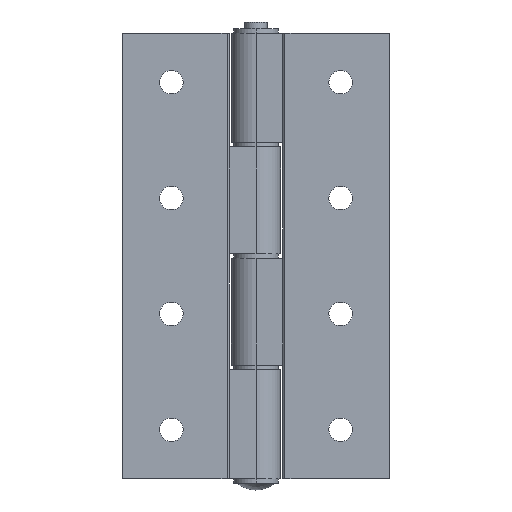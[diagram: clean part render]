
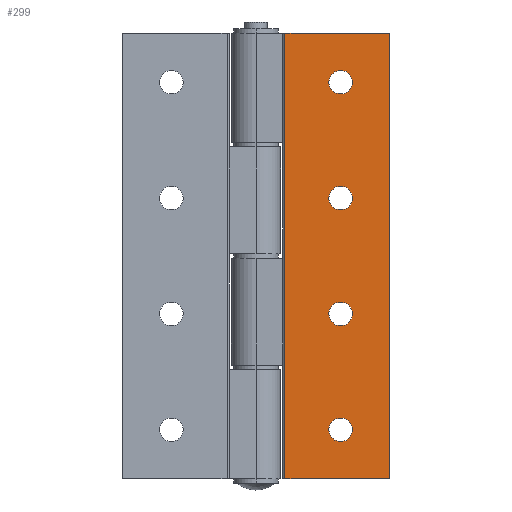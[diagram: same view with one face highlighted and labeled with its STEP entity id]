
A CAD part, front view. The second image highlights one B-rep face of the part: STEP entity #299.
In plain terms, the highlighted planar face has unit normal (0, -1, 0).
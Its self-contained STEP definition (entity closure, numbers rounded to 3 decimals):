
#16 = LINE ( 'NONE', #17, #1210 ) ;
#17 = CARTESIAN_POINT ( 'NONE',  ( 30., -6., 50. ) ) ;
#18 = DIRECTION ( 'NONE',  ( 1., 0., 0. ) ) ;
#183 = EDGE_CURVE ( 'NONE', #1755, #1814, #2398, .T. ) ;
#186 = EDGE_CURVE ( 'NONE', #1769, #1758, #501, .T. ) ;
#187 = EDGE_CURVE ( 'NONE', #1799, #1765, #502, .T. ) ;
#189 = EDGE_CURVE ( 'NONE', #1781, #1777, #500, .T. ) ;
#190 = EDGE_CURVE ( 'NONE', #1771, #1779, #499, .T. ) ;
#191 = EDGE_CURVE ( 'NONE', #1767, #1751, #498, .T. ) ;
#192 = EDGE_CURVE ( 'NONE', #1802, #1751, #2426, .T. ) ;
#193 = EDGE_CURVE ( 'NONE', #1802, #1782, #497, .T. ) ;
#204 = EDGE_CURVE ( 'NONE', #1779, #1771, #491, .T. ) ;
#244 = EDGE_CURVE ( 'NONE', #1755, #1782, #16, .T. ) ;
#281 = EDGE_CURVE ( 'NONE', #1814, #1767, #535, .T. ) ;
#299 = ADVANCED_FACE ( 'NONE', ( #1341, #1346, #1348, #1350, #1352 ), #593, .F. ) ;
#445 = CIRCLE ( 'NONE', #1528, 2.65 ) ;
#446 = CIRCLE ( 'NONE', #1527, 2.65 ) ;
#447 = CIRCLE ( 'NONE', #1518, 2.65 ) ;
#491 = CIRCLE ( 'NONE', #1502, 2.65 ) ;
#497 = CIRCLE ( 'NONE', #1491, 0.5 ) ;
#498 = CIRCLE ( 'NONE', #1490, 0.5 ) ;
#499 = CIRCLE ( 'NONE', #1489, 2.65 ) ;
#500 = CIRCLE ( 'NONE', #1486, 2.65 ) ;
#501 = CIRCLE ( 'NONE', #1479, 2.65 ) ;
#502 = CIRCLE ( 'NONE', #1485, 2.65 ) ;
#535 = LINE ( 'NONE', #536, #1300 ) ;
#536 = CARTESIAN_POINT ( 'NONE',  ( 30., -6., -50. ) ) ;
#537 = DIRECTION ( 'NONE',  ( 1., 0., 0. ) ) ;
#593 = PLANE ( 'NONE',  #1345 ) ;
#594 = CARTESIAN_POINT ( 'NONE',  ( 30., -6., 50. ) ) ;
#595 = DIRECTION ( 'NONE',  ( 0., 1., 0. ) ) ;
#596 = DIRECTION ( 'NONE',  ( -1., 0., 0. ) ) ;
#676 = CARTESIAN_POINT ( 'NONE',  ( 30., -6., -49.5 ) ) ;
#680 = CARTESIAN_POINT ( 'NONE',  ( 6.5, -6., 50. ) ) ;
#683 = CARTESIAN_POINT ( 'NONE',  ( 19., -6., -41.65 ) ) ;
#690 = CARTESIAN_POINT ( 'NONE',  ( 19., -6., -15.65 ) ) ;
#692 = CARTESIAN_POINT ( 'NONE',  ( 29.5, -6., -50. ) ) ;
#694 = CARTESIAN_POINT ( 'NONE',  ( 19., -6., -36.35 ) ) ;
#696 = CARTESIAN_POINT ( 'NONE',  ( 19., -6., 41.65 ) ) ;
#702 = CARTESIAN_POINT ( 'NONE',  ( 19., -6., 10.35 ) ) ;
#704 = CARTESIAN_POINT ( 'NONE',  ( 19., -6., 36.35 ) ) ;
#706 = CARTESIAN_POINT ( 'NONE',  ( 19., -6., 15.65 ) ) ;
#707 = CARTESIAN_POINT ( 'NONE',  ( 29.5, -6., 50. ) ) ;
#724 = CARTESIAN_POINT ( 'NONE',  ( 19., -6., -10.35 ) ) ;
#727 = CARTESIAN_POINT ( 'NONE',  ( 30., -6., 49.5 ) ) ;
#739 = CARTESIAN_POINT ( 'NONE',  ( 6.5, -6., -50. ) ) ;
#834 = CARTESIAN_POINT ( 'NONE',  ( 19., -6., -13. ) ) ;
#835 = DIRECTION ( 'NONE',  ( 0., 1., 0. ) ) ;
#836 = DIRECTION ( 'NONE',  ( 0., 0., 1. ) ) ;
#837 = CARTESIAN_POINT ( 'NONE',  ( 19., -6., 13. ) ) ;
#841 = DIRECTION ( 'NONE',  ( 0., 1., 0. ) ) ;
#842 = DIRECTION ( 'NONE',  ( 0., 0., 1. ) ) ;
#843 = CARTESIAN_POINT ( 'NONE',  ( 19., -6., -39. ) ) ;
#847 = DIRECTION ( 'NONE',  ( 0., 1., 0. ) ) ;
#848 = DIRECTION ( 'NONE',  ( 0., 0., 1. ) ) ;
#1210 = VECTOR ( 'NONE', #18, 1000. ) ;
#1300 = VECTOR ( 'NONE', #537, 1000. ) ;
#1341 = FACE_BOUND ( 'NONE', #2184, .T. ) ;
#1345 = AXIS2_PLACEMENT_3D ( 'NONE', #594, #595, #596 ) ;
#1346 = FACE_BOUND ( 'NONE', #2185, .T. ) ;
#1348 = FACE_BOUND ( 'NONE', #2186, .T. ) ;
#1350 = FACE_BOUND ( 'NONE', #2187, .T. ) ;
#1352 = FACE_OUTER_BOUND ( 'NONE', #2188, .T. ) ;
#1479 = AXIS2_PLACEMENT_3D ( 'NONE', #2401, #2408, #2409 ) ;
#1482 = VECTOR ( 'NONE', #2400, 1000. ) ;
#1485 = AXIS2_PLACEMENT_3D ( 'NONE', #2410, #2411, #2412 ) ;
#1486 = AXIS2_PLACEMENT_3D ( 'NONE', #2413, #2417, #2418 ) ;
#1489 = AXIS2_PLACEMENT_3D ( 'NONE', #2419, #2420, #2421 ) ;
#1490 = AXIS2_PLACEMENT_3D ( 'NONE', #2422, #2423, #2424 ) ;
#1491 = AXIS2_PLACEMENT_3D ( 'NONE', #2425, #2429, #2430 ) ;
#1492 = VECTOR ( 'NONE', #2428, 1000. ) ;
#1502 = AXIS2_PLACEMENT_3D ( 'NONE', #2455, #2462, #2463 ) ;
#1518 = AXIS2_PLACEMENT_3D ( 'NONE', #837, #841, #842 ) ;
#1527 = AXIS2_PLACEMENT_3D ( 'NONE', #834, #835, #836 ) ;
#1528 = AXIS2_PLACEMENT_3D ( 'NONE', #843, #847, #848 ) ;
#1751 = VERTEX_POINT ( 'NONE', #676 ) ;
#1755 = VERTEX_POINT ( 'NONE', #680 ) ;
#1758 = VERTEX_POINT ( 'NONE', #683 ) ;
#1765 = VERTEX_POINT ( 'NONE', #690 ) ;
#1767 = VERTEX_POINT ( 'NONE', #692 ) ;
#1769 = VERTEX_POINT ( 'NONE', #694 ) ;
#1771 = VERTEX_POINT ( 'NONE', #696 ) ;
#1777 = VERTEX_POINT ( 'NONE', #702 ) ;
#1779 = VERTEX_POINT ( 'NONE', #704 ) ;
#1781 = VERTEX_POINT ( 'NONE', #706 ) ;
#1782 = VERTEX_POINT ( 'NONE', #707 ) ;
#1799 = VERTEX_POINT ( 'NONE', #724 ) ;
#1802 = VERTEX_POINT ( 'NONE', #727 ) ;
#1814 = VERTEX_POINT ( 'NONE', #739 ) ;
#2067 = ORIENTED_EDGE ( 'NONE', *, *, #187, .T. ) ;
#2068 = ORIENTED_EDGE ( 'NONE', *, *, #186, .T. ) ;
#2069 = ORIENTED_EDGE ( 'NONE', *, *, #189, .T. ) ;
#2070 = ORIENTED_EDGE ( 'NONE', *, *, #2602, .T. ) ;
#2071 = ORIENTED_EDGE ( 'NONE', *, *, #190, .T. ) ;
#2072 = ORIENTED_EDGE ( 'NONE', *, *, #2598, .T. ) ;
#2073 = ORIENTED_EDGE ( 'NONE', *, *, #281, .T. ) ;
#2074 = ORIENTED_EDGE ( 'NONE', *, *, #2600, .T. ) ;
#2075 = ORIENTED_EDGE ( 'NONE', *, *, #192, .F. ) ;
#2076 = ORIENTED_EDGE ( 'NONE', *, *, #204, .T. ) ;
#2077 = ORIENTED_EDGE ( 'NONE', *, *, #191, .T. ) ;
#2078 = ORIENTED_EDGE ( 'NONE', *, *, #193, .T. ) ;
#2079 = ORIENTED_EDGE ( 'NONE', *, *, #244, .F. ) ;
#2081 = ORIENTED_EDGE ( 'NONE', *, *, #183, .T. ) ;
#2184 = EDGE_LOOP ( 'NONE', ( #2068, #2070 ) ) ;
#2185 = EDGE_LOOP ( 'NONE', ( #2067, #2072 ) ) ;
#2186 = EDGE_LOOP ( 'NONE', ( #2069, #2074 ) ) ;
#2187 = EDGE_LOOP ( 'NONE', ( #2071, #2076 ) ) ;
#2188 = EDGE_LOOP ( 'NONE', ( #2073, #2077, #2075, #2078, #2079, #2081 ) ) ;
#2398 = LINE ( 'NONE', #2399, #1482 ) ;
#2399 = CARTESIAN_POINT ( 'NONE',  ( 6.5, -6., 50. ) ) ;
#2400 = DIRECTION ( 'NONE',  ( 0., 0., -1. ) ) ;
#2401 = CARTESIAN_POINT ( 'NONE',  ( 19., -6., -39. ) ) ;
#2408 = DIRECTION ( 'NONE',  ( 0., 1., 0. ) ) ;
#2409 = DIRECTION ( 'NONE',  ( 0., 0., 1. ) ) ;
#2410 = CARTESIAN_POINT ( 'NONE',  ( 19., -6., -13. ) ) ;
#2411 = DIRECTION ( 'NONE',  ( 0., 1., 0. ) ) ;
#2412 = DIRECTION ( 'NONE',  ( 0., 0., 1. ) ) ;
#2413 = CARTESIAN_POINT ( 'NONE',  ( 19., -6., 13. ) ) ;
#2417 = DIRECTION ( 'NONE',  ( 0., 1., 0. ) ) ;
#2418 = DIRECTION ( 'NONE',  ( 0., 0., 1. ) ) ;
#2419 = CARTESIAN_POINT ( 'NONE',  ( 19., -6., 39. ) ) ;
#2420 = DIRECTION ( 'NONE',  ( 0., 1., 0. ) ) ;
#2421 = DIRECTION ( 'NONE',  ( 0., 0., 1. ) ) ;
#2422 = CARTESIAN_POINT ( 'NONE',  ( 29.5, -6., -49.5 ) ) ;
#2423 = DIRECTION ( 'NONE',  ( 0., -1., 0. ) ) ;
#2424 = DIRECTION ( 'NONE',  ( -1., 0., 0. ) ) ;
#2425 = CARTESIAN_POINT ( 'NONE',  ( 29.5, -6., 49.5 ) ) ;
#2426 = LINE ( 'NONE', #2427, #1492 ) ;
#2427 = CARTESIAN_POINT ( 'NONE',  ( 30., -6., 50. ) ) ;
#2428 = DIRECTION ( 'NONE',  ( 0., 0., -1. ) ) ;
#2429 = DIRECTION ( 'NONE',  ( 0., -1., 0. ) ) ;
#2430 = DIRECTION ( 'NONE',  ( -1., 0., 0. ) ) ;
#2455 = CARTESIAN_POINT ( 'NONE',  ( 19., -6., 39. ) ) ;
#2462 = DIRECTION ( 'NONE',  ( 0., 1., 0. ) ) ;
#2463 = DIRECTION ( 'NONE',  ( 0., 0., 1. ) ) ;
#2598 = EDGE_CURVE ( 'NONE', #1765, #1799, #446, .T. ) ;
#2600 = EDGE_CURVE ( 'NONE', #1777, #1781, #447, .T. ) ;
#2602 = EDGE_CURVE ( 'NONE', #1758, #1769, #445, .T. ) ;
